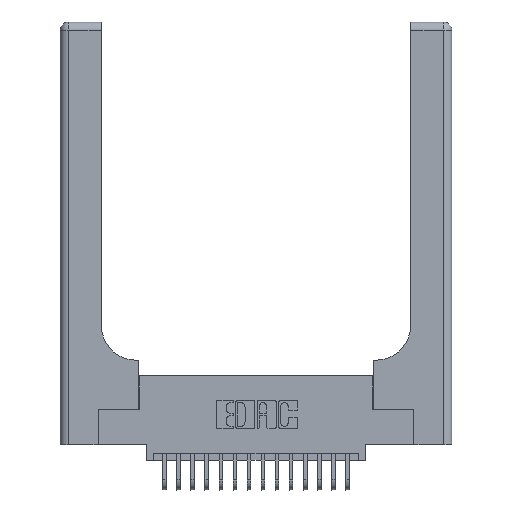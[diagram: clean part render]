
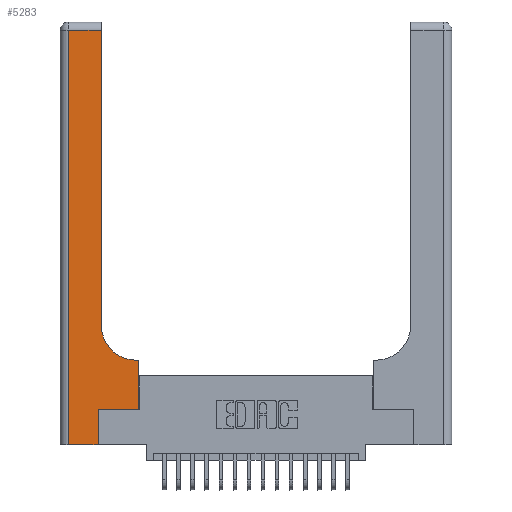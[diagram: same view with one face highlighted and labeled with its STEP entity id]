
A CAD part, top view. The second image highlights one B-rep face of the part: STEP entity #5283.
In plain terms, the highlighted planar face has unit normal (0, 0, 1).
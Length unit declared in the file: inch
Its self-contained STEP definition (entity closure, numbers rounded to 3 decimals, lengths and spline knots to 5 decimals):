
#419 = CARTESIAN_POINT ( 'NONE',  ( 0.5415, 0.6, 0.37 ) ) ;
#630 = DIRECTION ( 'NONE',  ( -1., 0., 0. ) ) ;
#1221 = LINE ( 'NONE', #18297, #5157 ) ;
#1290 = CARTESIAN_POINT ( 'NONE',  ( 0.269, 0.25, 0.37 ) ) ;
#1311 = DIRECTION ( 'NONE',  ( 1., 0., 0. ) ) ;
#1465 = VECTOR ( 'NONE', #14703, 39.37008 ) ;
#1487 = LINE ( 'NONE', #10687, #14534 ) ;
#1603 = DIRECTION ( 'NONE',  ( 0., -1., 0. ) ) ;
#1744 = VERTEX_POINT ( 'NONE', #1290 ) ;
#1787 = VERTEX_POINT ( 'NONE', #419 ) ;
#1900 = EDGE_CURVE ( 'NONE', #1787, #5973, #15517, .T. ) ;
#1962 = DIRECTION ( 'NONE',  ( 0., 0., -1. ) ) ;
#2118 = CARTESIAN_POINT ( 'NONE',  ( 0.5585, 0.6, 0.37 ) ) ;
#2197 = CARTESIAN_POINT ( 'NONE',  ( 0.5415, 0.85, 0.37 ) ) ;
#2260 = ORIENTED_EDGE ( 'NONE', *, *, #15721, .T. ) ;
#3219 = FACE_OUTER_BOUND ( 'NONE', #21301, .T. ) ;
#3713 = CARTESIAN_POINT ( 'NONE',  ( 0.269, 0.25, 0.37 ) ) ;
#3729 = CARTESIAN_POINT ( 'NONE',  ( 0.06, 0., 0.37 ) ) ;
#4135 = CARTESIAN_POINT ( 'NONE',  ( 0., 0., 0.37 ) ) ;
#4168 = DIRECTION ( 'NONE',  ( 0., 1., 0. ) ) ;
#4475 = ORIENTED_EDGE ( 'NONE', *, *, #9580, .T. ) ;
#4494 = VERTEX_POINT ( 'NONE', #2118 ) ;
#5157 = VECTOR ( 'NONE', #19969, 39.37008 ) ;
#5283 = ADVANCED_FACE ( 'NONE', ( #3219 ), #16535, .F. ) ;
#5440 = VERTEX_POINT ( 'NONE', #6870 ) ;
#5836 = DIRECTION ( 'NONE',  ( 1., 0., 0. ) ) ;
#5973 = VERTEX_POINT ( 'NONE', #8451 ) ;
#6505 = CARTESIAN_POINT ( 'NONE',  ( 0., 3., 0.37 ) ) ;
#6596 = VERTEX_POINT ( 'NONE', #3729 ) ;
#6870 = CARTESIAN_POINT ( 'NONE',  ( 0.06, 2.94, 0.37 ) ) ;
#6979 = ORIENTED_EDGE ( 'NONE', *, *, #12000, .T. ) ;
#7234 = LINE ( 'NONE', #16630, #19535 ) ;
#7410 = VERTEX_POINT ( 'NONE', #12642 ) ;
#8189 = DIRECTION ( 'NONE',  ( 0., 0., -1. ) ) ;
#8395 = VECTOR ( 'NONE', #5836, 39.37008 ) ;
#8451 = CARTESIAN_POINT ( 'NONE',  ( 0.2915, 0.85, 0.37 ) ) ;
#8628 = AXIS2_PLACEMENT_3D ( 'NONE', #2197, #1962, #1311 ) ;
#8656 = CARTESIAN_POINT ( 'NONE',  ( 0.269, 0., 0.37 ) ) ;
#9283 = LINE ( 'NONE', #14173, #18211 ) ;
#9434 = DIRECTION ( 'NONE',  ( 0., 1., 0. ) ) ;
#9580 = EDGE_CURVE ( 'NONE', #5973, #21744, #10387, .T. ) ;
#9895 = EDGE_CURVE ( 'NONE', #21744, #5440, #1487, .T. ) ;
#10152 = EDGE_CURVE ( 'NONE', #4494, #1787, #1221, .T. ) ;
#10360 = ORIENTED_EDGE ( 'NONE', *, *, #1900, .T. ) ;
#10387 = LINE ( 'NONE', #13037, #1465 ) ;
#10687 = CARTESIAN_POINT ( 'NONE',  ( 0., 2.94, 0.37 ) ) ;
#10700 = LINE ( 'NONE', #11136, #19075 ) ;
#11043 = CARTESIAN_POINT ( 'NONE',  ( 0.2915, 2.94, 0.37 ) ) ;
#11136 = CARTESIAN_POINT ( 'NONE',  ( 0.269, 0., 0.37 ) ) ;
#12000 = EDGE_CURVE ( 'NONE', #6596, #15251, #17739, .T. ) ;
#12454 = VECTOR ( 'NONE', #13746, 39.37008 ) ;
#12642 = CARTESIAN_POINT ( 'NONE',  ( 0.5585, 0.25, 0.37 ) ) ;
#13037 = CARTESIAN_POINT ( 'NONE',  ( 0.2915, 3., 0.37 ) ) ;
#13746 = DIRECTION ( 'NONE',  ( 1., 0., 0. ) ) ;
#13763 = ORIENTED_EDGE ( 'NONE', *, *, #15867, .T. ) ;
#14173 = CARTESIAN_POINT ( 'NONE',  ( 0.5585, 0.25, 0.37 ) ) ;
#14297 = EDGE_CURVE ( 'NONE', #15251, #1744, #10700, .T. ) ;
#14534 = VECTOR ( 'NONE', #630, 39.37008 ) ;
#14703 = DIRECTION ( 'NONE',  ( 0., 1., 0. ) ) ;
#15251 = VERTEX_POINT ( 'NONE', #8656 ) ;
#15517 = CIRCLE ( 'NONE', #8628, 0.25 ) ;
#15721 = EDGE_CURVE ( 'NONE', #5440, #6596, #7234, .T. ) ;
#15867 = EDGE_CURVE ( 'NONE', #1744, #7410, #17440, .T. ) ;
#16467 = EDGE_CURVE ( 'NONE', #7410, #4494, #9283, .T. ) ;
#16535 = PLANE ( 'NONE',  #17112 ) ;
#16630 = CARTESIAN_POINT ( 'NONE',  ( 0.06, 3., 0.37 ) ) ;
#16794 = ORIENTED_EDGE ( 'NONE', *, *, #9895, .T. ) ;
#16927 = ORIENTED_EDGE ( 'NONE', *, *, #10152, .T. ) ;
#17112 = AXIS2_PLACEMENT_3D ( 'NONE', #6505, #8189, #19905 ) ;
#17183 = ORIENTED_EDGE ( 'NONE', *, *, #16467, .T. ) ;
#17440 = LINE ( 'NONE', #3713, #12454 ) ;
#17739 = LINE ( 'NONE', #4135, #8395 ) ;
#18211 = VECTOR ( 'NONE', #4168, 39.37008 ) ;
#18297 = CARTESIAN_POINT ( 'NONE',  ( 0.2915, 0.6, 0.37 ) ) ;
#19075 = VECTOR ( 'NONE', #9434, 39.37008 ) ;
#19280 = ORIENTED_EDGE ( 'NONE', *, *, #14297, .T. ) ;
#19535 = VECTOR ( 'NONE', #1603, 39.37008 ) ;
#19905 = DIRECTION ( 'NONE',  ( -1., 0., 0. ) ) ;
#19969 = DIRECTION ( 'NONE',  ( -1., 0., 0. ) ) ;
#21301 = EDGE_LOOP ( 'NONE', ( #4475, #16794, #2260, #6979, #19280, #13763, #17183, #16927, #10360 ) ) ;
#21744 = VERTEX_POINT ( 'NONE', #11043 ) ;
